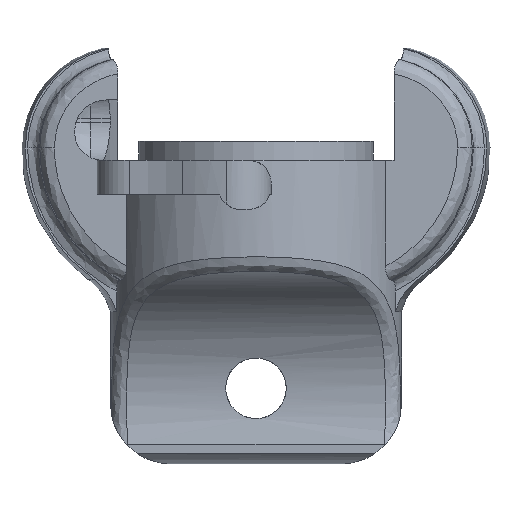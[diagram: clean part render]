
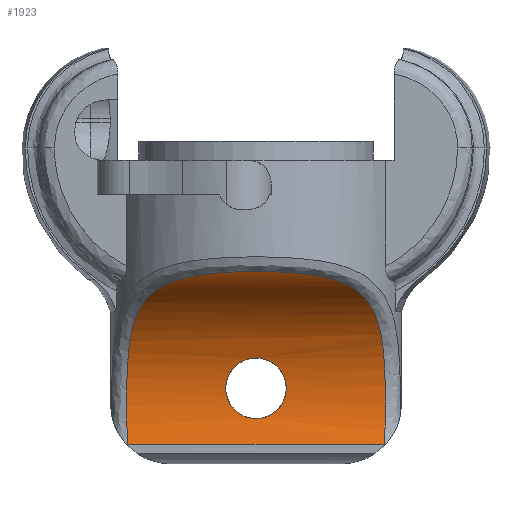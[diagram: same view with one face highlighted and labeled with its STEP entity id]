
A CAD part, front view. The second image highlights one B-rep face of the part: STEP entity #1923.
In plain terms, the highlighted cylindrical face has radius 18 mm (diameter 36 mm), a partial arc.
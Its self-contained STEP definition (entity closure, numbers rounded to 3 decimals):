
#46=B_SPLINE_CURVE_WITH_KNOTS('',3,(#2670,#2671,#2672,#2673,#2674,#2675,
#2676,#2677,#2678,#2679,#2680,#2681,#2682,#2683,#2684,#2685,#2686,#2687,
#2688,#2689,#2690,#2691,#2692,#2693,#2694,#2695),.UNSPECIFIED.,.F.,.F.,
(4,2,2,2,2,2,2,2,2,2,2,2,4),(0.,0.151,0.302,0.453,
0.604,0.757,0.911,1.062,
1.214,1.365,1.517,1.67,1.824),
 .UNSPECIFIED.);
#47=B_SPLINE_CURVE_WITH_KNOTS('',3,(#2696,#2697,#2698,#2699,#2700,#2701,
#2702,#2703,#2704,#2705),.UNSPECIFIED.,.F.,.F.,(4,2,2,2,4),(1.824,
1.975,2.126,2.277,2.428),
 .UNSPECIFIED.);
#64=B_SPLINE_CURVE_WITH_KNOTS('',3,(#3089,#3090,#3091,#3092,#3093,#3094,
#3095,#3096,#3097,#3098,#3099,#3100,#3101,#3102,#3103,#3104,#3105,#3106,
#3107),.UNSPECIFIED.,.F.,.F.,(4,1,1,1,1,1,1,1,1,1,1,1,1,1,1,1,4),(0.149,
0.743,1.339,1.934,2.53,2.927,
3.324,3.721,4.118,4.912,5.309,
5.706,6.103,6.5,7.294,7.889,
8.483),.UNSPECIFIED.);
#183=FACE_BOUND('',#335,.T.);
#228=FACE_OUTER_BOUND('',#334,.T.);
#334=EDGE_LOOP('',(#1253,#1254));
#335=EDGE_LOOP('',(#1255,#1256));
#437=LINE('',#3113,#514);
#514=VECTOR('',#2281,10.);
#698=VERTEX_POINT('',#2668);
#699=VERTEX_POINT('',#2669);
#718=VERTEX_POINT('',#3083);
#719=VERTEX_POINT('',#3088);
#902=EDGE_CURVE('',#698,#699,#46,.T.);
#903=EDGE_CURVE('',#699,#698,#47,.T.);
#927=EDGE_CURVE('',#718,#719,#64,.T.);
#929=EDGE_CURVE('',#718,#719,#437,.T.);
#1253=ORIENTED_EDGE('',*,*,#927,.F.);
#1254=ORIENTED_EDGE('',*,*,#929,.T.);
#1255=ORIENTED_EDGE('',*,*,#902,.T.);
#1256=ORIENTED_EDGE('',*,*,#903,.T.);
#1777=CYLINDRICAL_SURFACE('',#2066,18.);
#1923=ADVANCED_FACE('',(#228,#183),#1777,.F.);
#2066=AXIS2_PLACEMENT_3D('',#3112,#2279,#2280);
#2279=DIRECTION('center_axis',(-1.,0.,0.));
#2280=DIRECTION('ref_axis',(0.,-0.642,0.767));
#2281=DIRECTION('',(1.,0.,0.));
#2668=CARTESIAN_POINT('',(0.,-4.281,-35.783));
#2669=CARTESIAN_POINT('',(4.,-4.281,-31.783));
#2670=CARTESIAN_POINT('Ctrl Pts',(0.,-4.281,
-35.783));
#2671=CARTESIAN_POINT('Ctrl Pts',(-0.503,-4.281,
-35.783));
#2672=CARTESIAN_POINT('Ctrl Pts',(-1.04,-4.269,-35.682));
#2673=CARTESIAN_POINT('Ctrl Pts',(-2.027,-4.23,-35.273));
#2674=CARTESIAN_POINT('Ctrl Pts',(-2.477,-4.205,-34.964));
#2675=CARTESIAN_POINT('Ctrl Pts',(-3.187,-4.172,-34.253));
#2676=CARTESIAN_POINT('Ctrl Pts',(-3.494,-4.163,-33.802));
#2677=CARTESIAN_POINT('Ctrl Pts',(-3.901,-4.189,-32.817));
#2678=CARTESIAN_POINT('Ctrl Pts',(-4.,-4.225,-32.282));
#2679=CARTESIAN_POINT('Ctrl Pts',(-4.,-4.338,-31.274));
#2680=CARTESIAN_POINT('Ctrl Pts',(-3.897,-4.423,-30.734));
#2681=CARTESIAN_POINT('Ctrl Pts',(-3.484,-4.621,-29.747));
#2682=CARTESIAN_POINT('Ctrl Pts',(-3.175,-4.733,-29.298));
#2683=CARTESIAN_POINT('Ctrl Pts',(-2.466,-4.93,-28.595));
#2684=CARTESIAN_POINT('Ctrl Pts',(-2.021,-5.027,-28.291));
#2685=CARTESIAN_POINT('Ctrl Pts',(-1.04,-5.162,-27.884));
#2686=CARTESIAN_POINT('Ctrl Pts',(-0.505,-5.199,
-27.783));
#2687=CARTESIAN_POINT('Ctrl Pts',(0.505,-5.199,-27.783));
#2688=CARTESIAN_POINT('Ctrl Pts',(1.04,-5.162,-27.884));
#2689=CARTESIAN_POINT('Ctrl Pts',(2.021,-5.027,-28.291));
#2690=CARTESIAN_POINT('Ctrl Pts',(2.466,-4.93,-28.595));
#2691=CARTESIAN_POINT('Ctrl Pts',(3.175,-4.733,-29.298));
#2692=CARTESIAN_POINT('Ctrl Pts',(3.484,-4.621,-29.747));
#2693=CARTESIAN_POINT('Ctrl Pts',(3.897,-4.423,-30.734));
#2694=CARTESIAN_POINT('Ctrl Pts',(4.,-4.338,-31.274));
#2695=CARTESIAN_POINT('Ctrl Pts',(4.,-4.281,-31.783));
#2696=CARTESIAN_POINT('Ctrl Pts',(4.,-4.281,-31.783));
#2697=CARTESIAN_POINT('Ctrl Pts',(4.,-4.225,-32.282));
#2698=CARTESIAN_POINT('Ctrl Pts',(3.901,-4.189,-32.817));
#2699=CARTESIAN_POINT('Ctrl Pts',(3.494,-4.163,-33.802));
#2700=CARTESIAN_POINT('Ctrl Pts',(3.187,-4.172,-34.253));
#2701=CARTESIAN_POINT('Ctrl Pts',(2.477,-4.205,-34.964));
#2702=CARTESIAN_POINT('Ctrl Pts',(2.027,-4.23,-35.273));
#2703=CARTESIAN_POINT('Ctrl Pts',(1.04,-4.269,-35.682));
#2704=CARTESIAN_POINT('Ctrl Pts',(0.503,-4.281,-35.783));
#2705=CARTESIAN_POINT('Ctrl Pts',(0.,-4.281,
-35.783));
#3083=CARTESIAN_POINT('',(-16.967,-5.,-39.187));
#3088=CARTESIAN_POINT('',(16.967,-5.,-39.187));
#3089=CARTESIAN_POINT('Ctrl Pts',(-16.967,-5.,-39.187));
#3090=CARTESIAN_POINT('Ctrl Pts',(-17.076,-4.463,-37.481));
#3091=CARTESIAN_POINT('Ctrl Pts',(-17.14,-3.898,-33.878));
#3092=CARTESIAN_POINT('Ctrl Pts',(-17.053,-4.681,-28.498));
#3093=CARTESIAN_POINT('Ctrl Pts',(-16.521,-7.016,-23.58));
#3094=CARTESIAN_POINT('Ctrl Pts',(-15.007,-10.177,-20.15));
#3095=CARTESIAN_POINT('Ctrl Pts',(-12.45,-13.133,-18.133));
#3096=CARTESIAN_POINT('Ctrl Pts',(-9.479,-15.345,-17.086));
#3097=CARTESIAN_POINT('Ctrl Pts',(-5.924,-16.94,-16.541));
#3098=CARTESIAN_POINT('Ctrl Pts',(-0.707,-18.057,
-16.266));
#3099=CARTESIAN_POINT('Ctrl Pts',(4.732,-17.481,-16.372));
#3100=CARTESIAN_POINT('Ctrl Pts',(9.481,-15.343,-17.083));
#3101=CARTESIAN_POINT('Ctrl Pts',(12.45,-13.132,-18.135));
#3102=CARTESIAN_POINT('Ctrl Pts',(14.639,-10.607,-19.86));
#3103=CARTESIAN_POINT('Ctrl Pts',(16.439,-7.377,-23.066));
#3104=CARTESIAN_POINT('Ctrl Pts',(17.042,-4.759,-27.897));
#3105=CARTESIAN_POINT('Ctrl Pts',(17.14,-3.903,-33.878));
#3106=CARTESIAN_POINT('Ctrl Pts',(17.076,-4.463,-37.481));
#3107=CARTESIAN_POINT('Ctrl Pts',(16.967,-5.,-39.187));
#3112=CARTESIAN_POINT('Origin',(0.,-22.17,-33.783));
#3113=CARTESIAN_POINT('',(0.,-5.,-39.187));
